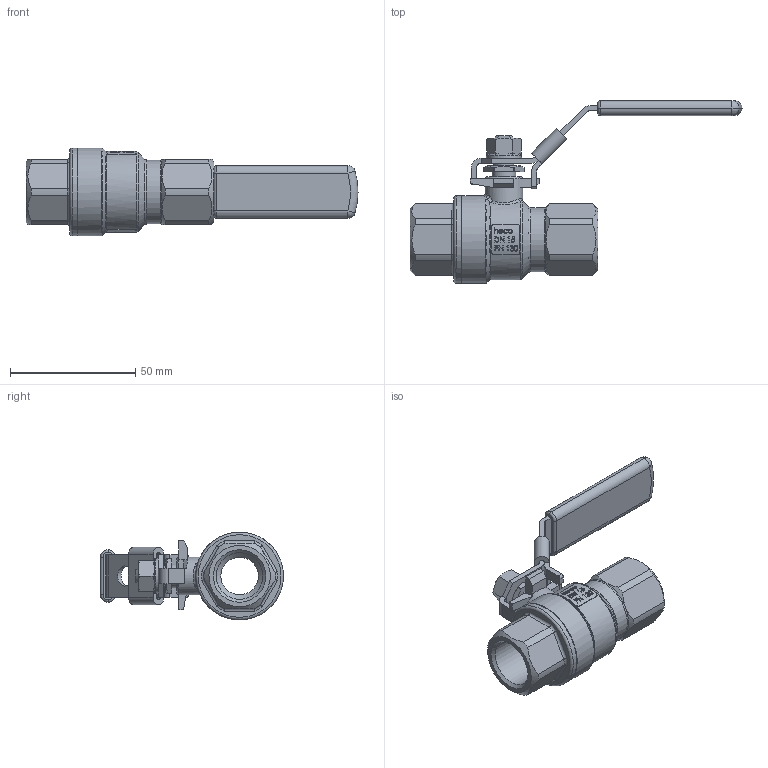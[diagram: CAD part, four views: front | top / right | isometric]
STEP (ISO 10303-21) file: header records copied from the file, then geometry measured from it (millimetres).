
FILE_DESCRIPTION (( 'STEP AP214' ), '1' );
FILE_NAME ('K2-012-000-4 Kugelhahn heco step214.STEP', '2012-11-20T12:29:44', ( 'test' ), ( '' ), 'SwSTEP 2.0', 'SolidWorks 2011', '' );
FILE_SCHEMA (( 'AUTOMOTIVE_DESIGN' ));
Length unit declared in the file: millimetre
Products named in the file (1): K2-012-000-4 Kugelhahn heco step214
Bounding box: 132.5 x 73 x 35 mm (x, y, z)
Volume: 47836.9 mm3; surface area: 19608 mm2
Topology: 1 solids, 1 shells, 689 faces, 1792 edges, 1156 vertices
Faces by surface type: plane 291, bspline 228, cylinder 120, cone 26, torus 20, sphere 4
Full cylindrical faces by diameter (mm): 8 x1, 8.036 x1, 9.5 x1, 14 x1, 15 x2, 18.64 x2, 25.5 x1, 35 x2
Entity records: 39305 total; most frequent: CARTESIAN_POINT 16723, ORIENTED_EDGE 3486, DIRECTION 2366, EDGE_CURVE 1743, VERTEX_POINT 1140, LINE 856, VECTOR 856, EDGE_LOOP 783
